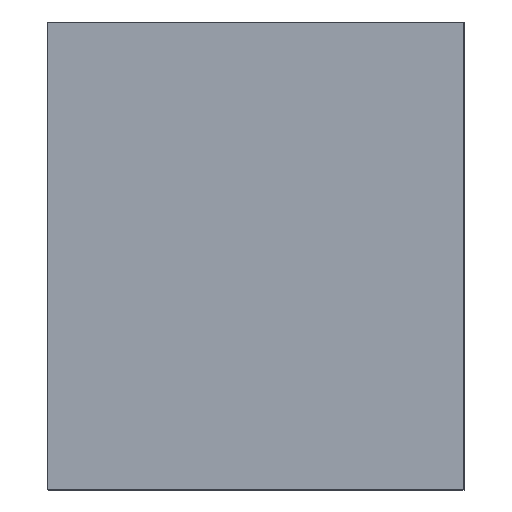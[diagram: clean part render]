
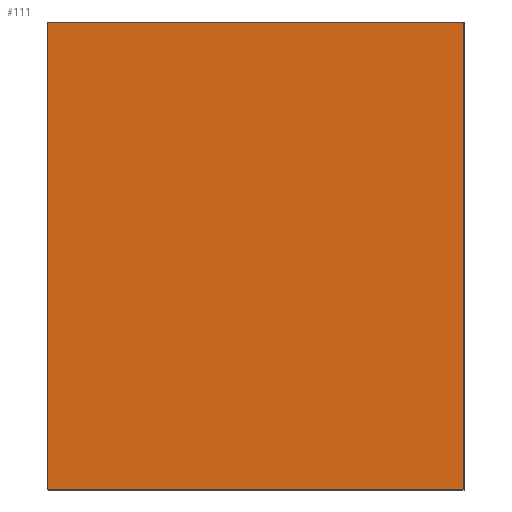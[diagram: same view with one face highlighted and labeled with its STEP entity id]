
A CAD part, left-side view. The second image highlights one B-rep face of the part: STEP entity #111.
In plain terms, the highlighted planar face has unit normal (-1, 0, 0).
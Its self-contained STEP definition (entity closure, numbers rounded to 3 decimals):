
#52 = VECTOR ( 'NONE', #171, 1000. ) ;
#63 = PLANE ( 'NONE',  #231 ) ;
#106 = VECTOR ( 'NONE', #398, 1000. ) ;
#107 = CARTESIAN_POINT ( 'NONE',  ( -0.6, 0.8, 0.45 ) ) ;
#111 = ADVANCED_FACE ( 'NONE', ( #364 ), #63, .F. ) ;
#121 = ORIENTED_EDGE ( 'NONE', *, *, #690, .F. ) ;
#171 = DIRECTION ( 'NONE',  ( 0., -1., 0. ) ) ;
#185 = CARTESIAN_POINT ( 'NONE',  ( -0.6, 0.8, -0.45 ) ) ;
#205 = CARTESIAN_POINT ( 'NONE',  ( -0.6, 0.8, 0.45 ) ) ;
#222 = VERTEX_POINT ( 'NONE', #464 ) ;
#231 = AXIS2_PLACEMENT_3D ( 'NONE', #205, #633, #641 ) ;
#235 = ORIENTED_EDGE ( 'NONE', *, *, #289, .F. ) ;
#242 = LINE ( 'NONE', #657, #889 ) ;
#246 = CARTESIAN_POINT ( 'NONE',  ( -0.6, 0.8, 0.45 ) ) ;
#265 = LINE ( 'NONE', #185, #52 ) ;
#289 = EDGE_CURVE ( 'NONE', #488, #622, #494, .T. ) ;
#309 = CARTESIAN_POINT ( 'NONE',  ( -0.6, 0.8, 0.45 ) ) ;
#364 = FACE_OUTER_BOUND ( 'NONE', #776, .T. ) ;
#371 = CARTESIAN_POINT ( 'NONE',  ( -0.6, 0., -0.45 ) ) ;
#398 = DIRECTION ( 'NONE',  ( 0., -1., 0. ) ) ;
#400 = CARTESIAN_POINT ( 'NONE',  ( -0.6, 0., 0.45 ) ) ;
#464 = CARTESIAN_POINT ( 'NONE',  ( -0.6, 0.8, -0.45 ) ) ;
#488 = VERTEX_POINT ( 'NONE', #309 ) ;
#494 = LINE ( 'NONE', #246, #106 ) ;
#543 = EDGE_CURVE ( 'NONE', #222, #793, #265, .T. ) ;
#604 = DIRECTION ( 'NONE',  ( 0., 0., 1. ) ) ;
#622 = VERTEX_POINT ( 'NONE', #400 ) ;
#633 = DIRECTION ( 'NONE',  ( 1., 0., 0. ) ) ;
#641 = DIRECTION ( 'NONE',  ( 0., 0., -1. ) ) ;
#657 = CARTESIAN_POINT ( 'NONE',  ( -0.6, 0., 0.45 ) ) ;
#675 = VECTOR ( 'NONE', #604, 1000. ) ;
#690 = EDGE_CURVE ( 'NONE', #222, #488, #867, .T. ) ;
#711 = ORIENTED_EDGE ( 'NONE', *, *, #823, .T. ) ;
#721 = DIRECTION ( 'NONE',  ( 0., 0., 1. ) ) ;
#763 = ORIENTED_EDGE ( 'NONE', *, *, #543, .T. ) ;
#776 = EDGE_LOOP ( 'NONE', ( #711, #235, #121, #763 ) ) ;
#793 = VERTEX_POINT ( 'NONE', #371 ) ;
#823 = EDGE_CURVE ( 'NONE', #793, #622, #242, .T. ) ;
#867 = LINE ( 'NONE', #107, #675 ) ;
#889 = VECTOR ( 'NONE', #721, 1000. ) ;
